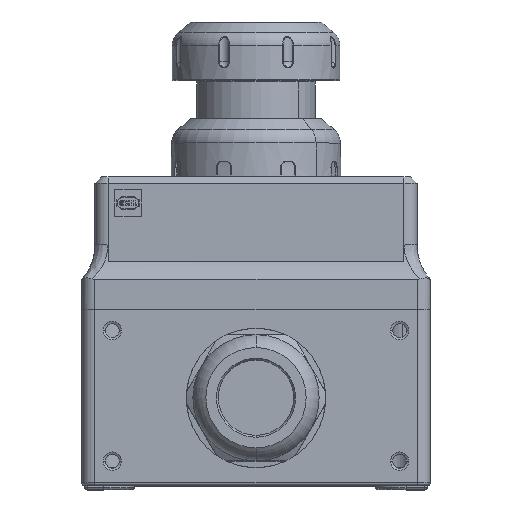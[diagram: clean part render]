
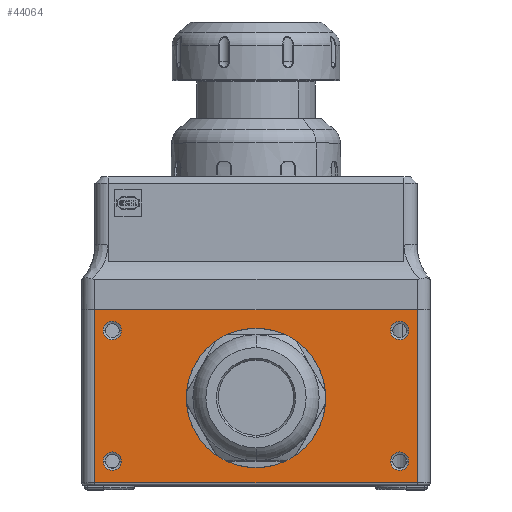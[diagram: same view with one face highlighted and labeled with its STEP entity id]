
A CAD part, top view. The second image highlights one B-rep face of the part: STEP entity #44064.
In plain terms, the highlighted planar face has unit normal (0, 0, 1).
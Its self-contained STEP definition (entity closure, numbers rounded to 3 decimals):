
#379 = CIRCLE ( 'NONE', #38636, 2.1 ) ;
#923 = ORIENTED_EDGE ( 'NONE', *, *, #18329, .F. ) ;
#1199 = EDGE_CURVE ( 'NONE', #53106, #32888, #21259, .T. ) ;
#1272 = EDGE_CURVE ( 'NONE', #53402, #42795, #42637, .T. ) ;
#1397 = DIRECTION ( 'NONE',  ( 1., 0., 0. ) ) ;
#1509 = FACE_OUTER_BOUND ( 'NONE', #53118, .T. ) ;
#1544 = DIRECTION ( 'NONE',  ( 0., 0., 1. ) ) ;
#1655 = CARTESIAN_POINT ( 'NONE',  ( -33., -34.8, 46.5 ) ) ;
#1748 = ORIENTED_EDGE ( 'NONE', *, *, #33362, .T. ) ;
#1961 = DIRECTION ( 'NONE',  ( -1., 0., 0. ) ) ;
#2057 = DIRECTION ( 'NONE',  ( 0., 0., 1. ) ) ;
#2331 = EDGE_CURVE ( 'NONE', #56411, #53106, #6073, .T. ) ;
#2692 = CARTESIAN_POINT ( 'NONE',  ( -35.1, -34.8, 46.5 ) ) ;
#3777 = AXIS2_PLACEMENT_3D ( 'NONE', #5564, #42640, #1397 ) ;
#3917 = AXIS2_PLACEMENT_3D ( 'NONE', #28309, #10818, #37668 ) ;
#5351 = CARTESIAN_POINT ( 'NONE',  ( 35.1, -4.8, 46.5 ) ) ;
#5477 = CARTESIAN_POINT ( 'NONE',  ( 37., 0., 46.5 ) ) ;
#5564 = CARTESIAN_POINT ( 'NONE',  ( -33., -4.8, 46.5 ) ) ;
#5606 = EDGE_CURVE ( 'NONE', #52719, #31782, #379, .T. ) ;
#5854 = AXIS2_PLACEMENT_3D ( 'NONE', #45869, #45481, #41663 ) ;
#5992 = EDGE_LOOP ( 'NONE', ( #38630, #923 ) ) ;
#6073 = LINE ( 'NONE', #18117, #56624 ) ;
#6103 = EDGE_LOOP ( 'NONE', ( #35175, #24618 ) ) ;
#6431 = AXIS2_PLACEMENT_3D ( 'NONE', #34414, #11373, #1961 ) ;
#6458 = VERTEX_POINT ( 'NONE', #29232 ) ;
#6598 = CARTESIAN_POINT ( 'NONE',  ( -30.9, -34.8, 46.5 ) ) ;
#6788 = EDGE_CURVE ( 'NONE', #6458, #32888, #18810, .T. ) ;
#7107 = CIRCLE ( 'NONE', #47337, 12.6 ) ;
#7614 = CIRCLE ( 'NONE', #16216, 2.1 ) ;
#8109 = VECTOR ( 'NONE', #22166, 1000. ) ;
#8269 = AXIS2_PLACEMENT_3D ( 'NONE', #58589, #17619, #13251 ) ;
#8358 = CIRCLE ( 'NONE', #32645, 2.1 ) ;
#9408 = PLANE ( 'NONE',  #5854 ) ;
#9681 = DIRECTION ( 'NONE',  ( 1., 0., 0. ) ) ;
#10818 = DIRECTION ( 'NONE',  ( 0., 0., 1. ) ) ;
#11330 = EDGE_CURVE ( 'NONE', #42795, #53402, #48131, .T. ) ;
#11373 = DIRECTION ( 'NONE',  ( 0., 0., 1. ) ) ;
#11509 = CIRCLE ( 'NONE', #3917, 2.1 ) ;
#12261 = CARTESIAN_POINT ( 'NONE',  ( -40., 0., 46.5 ) ) ;
#12287 = DIRECTION ( 'NONE',  ( 0., -1., 0. ) ) ;
#12985 = FACE_BOUND ( 'NONE', #31464, .T. ) ;
#13251 = DIRECTION ( 'NONE',  ( 1., 0., 0. ) ) ;
#13873 = DIRECTION ( 'NONE',  ( 0., 0., 1. ) ) ;
#13918 = CIRCLE ( 'NONE', #16888, 2.1 ) ;
#14175 = EDGE_LOOP ( 'NONE', ( #56291, #42088 ) ) ;
#14301 = CARTESIAN_POINT ( 'NONE',  ( 33., -4.8, 46.5 ) ) ;
#14468 = VECTOR ( 'NONE', #12287, 1000. ) ;
#15118 = DIRECTION ( 'NONE',  ( 1., 0., 0. ) ) ;
#15759 = VERTEX_POINT ( 'NONE', #6598 ) ;
#16216 = AXIS2_PLACEMENT_3D ( 'NONE', #1655, #2057, #20003 ) ;
#16396 = DIRECTION ( 'NONE',  ( 1., 0., 0. ) ) ;
#16888 = AXIS2_PLACEMENT_3D ( 'NONE', #20083, #1544, #15118 ) ;
#16978 = CARTESIAN_POINT ( 'NONE',  ( 30.9, -34.8, 46.5 ) ) ;
#17216 = EDGE_CURVE ( 'NONE', #31782, #52719, #46274, .T. ) ;
#17619 = DIRECTION ( 'NONE',  ( 0., 0., 1. ) ) ;
#18117 = CARTESIAN_POINT ( 'NONE',  ( -40., -39.8, 46.5 ) ) ;
#18329 = EDGE_CURVE ( 'NONE', #27891, #15759, #13918, .T. ) ;
#18810 = LINE ( 'NONE', #12261, #8109 ) ;
#19864 = CARTESIAN_POINT ( 'NONE',  ( -30.9, -4.8, 46.5 ) ) ;
#20003 = DIRECTION ( 'NONE',  ( 1., 0., 0. ) ) ;
#20083 = CARTESIAN_POINT ( 'NONE',  ( -33., -34.8, 46.5 ) ) ;
#20630 = VERTEX_POINT ( 'NONE', #31575 ) ;
#21219 = VERTEX_POINT ( 'NONE', #27119 ) ;
#21259 = LINE ( 'NONE', #50035, #40509 ) ;
#22166 = DIRECTION ( 'NONE',  ( 1., 0., 0. ) ) ;
#23892 = VERTEX_POINT ( 'NONE', #16978 ) ;
#24618 = ORIENTED_EDGE ( 'NONE', *, *, #44079, .F. ) ;
#25025 = EDGE_CURVE ( 'NONE', #20630, #21219, #29783, .T. ) ;
#26072 = EDGE_LOOP ( 'NONE', ( #59059, #27369 ) ) ;
#27119 = CARTESIAN_POINT ( 'NONE',  ( -12.6, -20.3, 46.5 ) ) ;
#27369 = ORIENTED_EDGE ( 'NONE', *, *, #1272, .F. ) ;
#27891 = VERTEX_POINT ( 'NONE', #2692 ) ;
#27992 = ORIENTED_EDGE ( 'NONE', *, *, #6788, .F. ) ;
#28309 = CARTESIAN_POINT ( 'NONE',  ( 33., -34.8, 46.5 ) ) ;
#28833 = ORIENTED_EDGE ( 'NONE', *, *, #5606, .F. ) ;
#29232 = CARTESIAN_POINT ( 'NONE',  ( -37., 0., 46.5 ) ) ;
#29783 = CIRCLE ( 'NONE', #57962, 12.6 ) ;
#30883 = ORIENTED_EDGE ( 'NONE', *, *, #1199, .T. ) ;
#31464 = EDGE_LOOP ( 'NONE', ( #55561, #28833 ) ) ;
#31575 = CARTESIAN_POINT ( 'NONE',  ( 12.6, -20.3, 46.5 ) ) ;
#31782 = VERTEX_POINT ( 'NONE', #5351 ) ;
#32125 = FACE_BOUND ( 'NONE', #26072, .T. ) ;
#32645 = AXIS2_PLACEMENT_3D ( 'NONE', #36173, #13873, #40947 ) ;
#32888 = VERTEX_POINT ( 'NONE', #5477 ) ;
#33362 = EDGE_CURVE ( 'NONE', #6458, #56411, #44404, .T. ) ;
#34414 = CARTESIAN_POINT ( 'NONE',  ( 33., -4.8, 46.5 ) ) ;
#35175 = ORIENTED_EDGE ( 'NONE', *, *, #45477, .F. ) ;
#35738 = FACE_BOUND ( 'NONE', #5992, .T. ) ;
#36128 = DIRECTION ( 'NONE',  ( 0., 1., 0. ) ) ;
#36173 = CARTESIAN_POINT ( 'NONE',  ( 33., -34.8, 46.5 ) ) ;
#36761 = CARTESIAN_POINT ( 'NONE',  ( 0., -20.3, 46.5 ) ) ;
#37668 = DIRECTION ( 'NONE',  ( -1., 0., 0. ) ) ;
#37868 = FACE_BOUND ( 'NONE', #6103, .T. ) ;
#38630 = ORIENTED_EDGE ( 'NONE', *, *, #51651, .F. ) ;
#38636 = AXIS2_PLACEMENT_3D ( 'NONE', #14301, #45992, #50513 ) ;
#39549 = CARTESIAN_POINT ( 'NONE',  ( -37., 0., 46.5 ) ) ;
#40509 = VECTOR ( 'NONE', #36128, 1000. ) ;
#40947 = DIRECTION ( 'NONE',  ( -1., 0., 0. ) ) ;
#41663 = DIRECTION ( 'NONE',  ( -1., 0., 0. ) ) ;
#41739 = DIRECTION ( 'NONE',  ( 0., 0., 1. ) ) ;
#41863 = ORIENTED_EDGE ( 'NONE', *, *, #2331, .T. ) ;
#42088 = ORIENTED_EDGE ( 'NONE', *, *, #48657, .F. ) ;
#42637 = CIRCLE ( 'NONE', #8269, 2.1 ) ;
#42640 = DIRECTION ( 'NONE',  ( 0., 0., 1. ) ) ;
#42795 = VERTEX_POINT ( 'NONE', #19864 ) ;
#43003 = CARTESIAN_POINT ( 'NONE',  ( 37., -39.8, 46.5 ) ) ;
#43273 = DIRECTION ( 'NONE',  ( 0., 0., 1. ) ) ;
#44064 = ADVANCED_FACE ( 'NONE', ( #37868, #35738, #12985, #32125, #45722, #1509 ), #9408, .F. ) ;
#44079 = EDGE_CURVE ( 'NONE', #23892, #46343, #11509, .T. ) ;
#44404 = LINE ( 'NONE', #39549, #14468 ) ;
#45477 = EDGE_CURVE ( 'NONE', #46343, #23892, #8358, .T. ) ;
#45481 = DIRECTION ( 'NONE',  ( 0., 0., -1. ) ) ;
#45722 = FACE_BOUND ( 'NONE', #14175, .T. ) ;
#45869 = CARTESIAN_POINT ( 'NONE',  ( -40., 0., 46.5 ) ) ;
#45992 = DIRECTION ( 'NONE',  ( 0., 0., 1. ) ) ;
#46274 = CIRCLE ( 'NONE', #6431, 2.1 ) ;
#46343 = VERTEX_POINT ( 'NONE', #52256 ) ;
#47337 = AXIS2_PLACEMENT_3D ( 'NONE', #36761, #41739, #9681 ) ;
#48042 = CARTESIAN_POINT ( 'NONE',  ( 0., -20.3, 46.5 ) ) ;
#48131 = CIRCLE ( 'NONE', #3777, 2.1 ) ;
#48324 = CARTESIAN_POINT ( 'NONE',  ( -37., -39.8, 46.5 ) ) ;
#48657 = EDGE_CURVE ( 'NONE', #21219, #20630, #7107, .T. ) ;
#49702 = CARTESIAN_POINT ( 'NONE',  ( -35.1, -4.8, 46.5 ) ) ;
#50035 = CARTESIAN_POINT ( 'NONE',  ( 37., 0., 46.5 ) ) ;
#50513 = DIRECTION ( 'NONE',  ( -1., 0., 0. ) ) ;
#51651 = EDGE_CURVE ( 'NONE', #15759, #27891, #7614, .T. ) ;
#52256 = CARTESIAN_POINT ( 'NONE',  ( 35.1, -34.8, 46.5 ) ) ;
#52719 = VERTEX_POINT ( 'NONE', #56560 ) ;
#53106 = VERTEX_POINT ( 'NONE', #43003 ) ;
#53118 = EDGE_LOOP ( 'NONE', ( #41863, #30883, #27992, #1748 ) ) ;
#53402 = VERTEX_POINT ( 'NONE', #49702 ) ;
#55561 = ORIENTED_EDGE ( 'NONE', *, *, #17216, .F. ) ;
#56291 = ORIENTED_EDGE ( 'NONE', *, *, #25025, .F. ) ;
#56411 = VERTEX_POINT ( 'NONE', #48324 ) ;
#56560 = CARTESIAN_POINT ( 'NONE',  ( 30.9, -4.8, 46.5 ) ) ;
#56624 = VECTOR ( 'NONE', #58303, 1000. ) ;
#57962 = AXIS2_PLACEMENT_3D ( 'NONE', #48042, #43273, #16396 ) ;
#58303 = DIRECTION ( 'NONE',  ( 1., 0., 0. ) ) ;
#58589 = CARTESIAN_POINT ( 'NONE',  ( -33., -4.8, 46.5 ) ) ;
#59059 = ORIENTED_EDGE ( 'NONE', *, *, #11330, .F. ) ;
